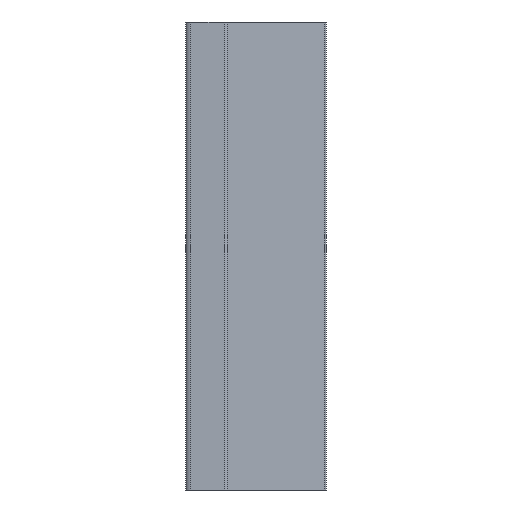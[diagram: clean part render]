
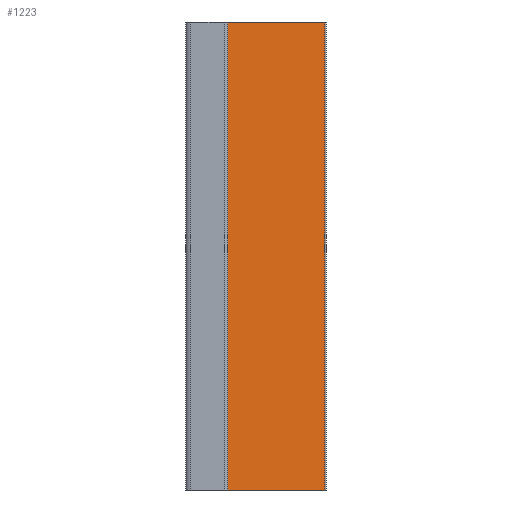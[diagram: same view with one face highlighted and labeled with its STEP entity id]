
A CAD part, front view. The second image highlights one B-rep face of the part: STEP entity #1223.
In plain terms, the highlighted planar face has unit normal (0.707, -0.707, 0).
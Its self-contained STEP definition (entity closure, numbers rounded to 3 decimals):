
#34=PLANE('',#1310);
#82=FACE_OUTER_BOUND('',#145,.T.);
#145=EDGE_LOOP('',(#896,#897,#898,#899));
#238=LINE('',#1876,#368);
#240=LINE('',#1882,#370);
#241=LINE('',#1884,#371);
#242=LINE('',#1885,#372);
#368=VECTOR('',#1510,100.);
#370=VECTOR('',#1516,29.337);
#371=VECTOR('',#1517,100.);
#372=VECTOR('',#1518,29.337);
#553=VERTEX_POINT('',#1873);
#554=VERTEX_POINT('',#1875);
#556=VERTEX_POINT('',#1881);
#557=VERTEX_POINT('',#1883);
#693=EDGE_CURVE('',#553,#554,#238,.T.);
#696=EDGE_CURVE('',#556,#553,#240,.T.);
#697=EDGE_CURVE('',#557,#556,#241,.T.);
#698=EDGE_CURVE('',#554,#557,#242,.T.);
#896=ORIENTED_EDGE('',*,*,#693,.F.);
#897=ORIENTED_EDGE('',*,*,#696,.F.);
#898=ORIENTED_EDGE('',*,*,#697,.F.);
#899=ORIENTED_EDGE('',*,*,#698,.F.);
#1223=ADVANCED_FACE('',(#82),#34,.T.);
#1310=AXIS2_PLACEMENT_3D('',#1880,#1514,#1515);
#1510=DIRECTION('',(0.,0.,-1.));
#1514=DIRECTION('center_axis',(0.707,-0.707,0.));
#1515=DIRECTION('ref_axis',(0.707,0.707,0.));
#1516=DIRECTION('',(0.707,0.707,0.));
#1517=DIRECTION('',(0.,0.,1.));
#1518=DIRECTION('',(-0.707,-0.707,0.));
#1873=CARTESIAN_POINT('',(14.707,6.037,100.));
#1875=CARTESIAN_POINT('',(14.707,6.037,0.));
#1876=CARTESIAN_POINT('',(14.707,6.037,0.));
#1880=CARTESIAN_POINT('Origin',(-6.33,-15.,0.));
#1881=CARTESIAN_POINT('',(-6.037,-14.707,100.));
#1882=CARTESIAN_POINT('',(15.,6.33,100.));
#1883=CARTESIAN_POINT('',(-6.037,-14.707,0.));
#1884=CARTESIAN_POINT('',(-6.037,-14.707,0.));
#1885=CARTESIAN_POINT('',(15.,6.33,0.));
